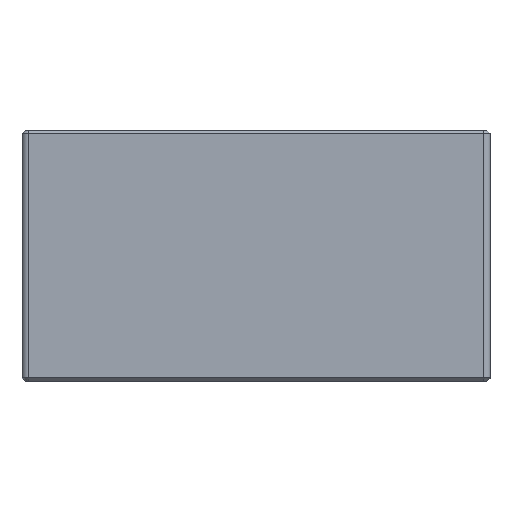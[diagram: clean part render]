
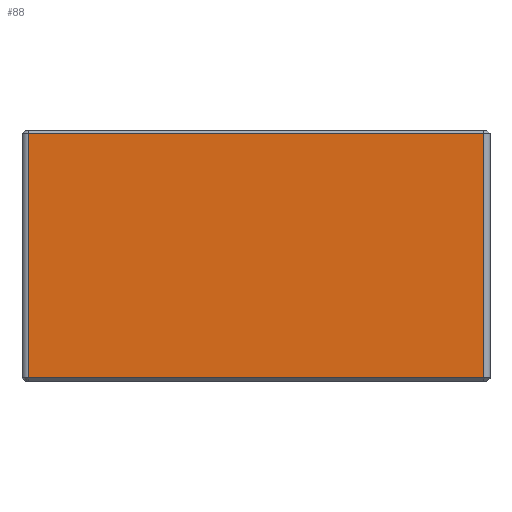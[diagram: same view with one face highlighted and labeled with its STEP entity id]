
A CAD part, top view. The second image highlights one B-rep face of the part: STEP entity #88.
In plain terms, the highlighted planar face has unit normal (0, 0, 1).
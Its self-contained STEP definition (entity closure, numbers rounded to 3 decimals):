
#88 = ADVANCED_FACE( '', ( #195 ), #196, .F. );
#195 = FACE_OUTER_BOUND( '', #318, .T. );
#196 = PLANE( '', #319 );
#318 = EDGE_LOOP( '', ( #507, #508, #509, #510 ) );
#319 = AXIS2_PLACEMENT_3D( '', #511, #512, #513 );
#507 = ORIENTED_EDGE( '', *, *, #737, .T. );
#508 = ORIENTED_EDGE( '', *, *, #778, .T. );
#509 = ORIENTED_EDGE( '', *, *, #779, .T. );
#510 = ORIENTED_EDGE( '', *, *, #726, .T. );
#511 = CARTESIAN_POINT( '', ( 14., -7.5, 1.75 ) );
#512 = DIRECTION( '', ( 0., 0., -1. ) );
#513 = DIRECTION( '', ( -1., 0., 0. ) );
#726 = EDGE_CURVE( '', #858, #855, #859, .T. );
#737 = EDGE_CURVE( '', #855, #876, #878, .T. );
#778 = EDGE_CURVE( '', #876, #902, #940, .T. );
#779 = EDGE_CURVE( '', #902, #858, #941, .F. );
#855 = VERTEX_POINT( '', #1031 );
#858 = VERTEX_POINT( '', #1035 );
#859 = LINE( '', #1036, #1037 );
#876 = VERTEX_POINT( '', #1061 );
#878 = LINE( '', #1063, #1064 );
#902 = VERTEX_POINT( '', #1096 );
#940 = LINE( '', #1143, #1144 );
#941 = LINE( '', #1145, #1146 );
#1031 = CARTESIAN_POINT( '', ( 13.625, -7.3, 1.75 ) );
#1035 = CARTESIAN_POINT( '', ( -13.625, -7.3, 1.75 ) );
#1036 = CARTESIAN_POINT( '', ( 13.625, -7.3, 1.75 ) );
#1037 = VECTOR( '', #1249, 1000. );
#1061 = CARTESIAN_POINT( '', ( 13.625, 7.3, 1.75 ) );
#1063 = CARTESIAN_POINT( '', ( 13.625, -7.5, 1.75 ) );
#1064 = VECTOR( '', #1260, 1000. );
#1096 = CARTESIAN_POINT( '', ( -13.625, 7.3, 1.75 ) );
#1143 = CARTESIAN_POINT( '', ( 14., 7.3, 1.75 ) );
#1144 = VECTOR( '', #1320, 1000. );
#1145 = CARTESIAN_POINT( '', ( -13.625, -7.5, 1.75 ) );
#1146 = VECTOR( '', #1321, 1000. );
#1249 = DIRECTION( '', ( 1., 0., 0. ) );
#1260 = DIRECTION( '', ( 0., 1., 0. ) );
#1320 = DIRECTION( '', ( -1., 0., 0. ) );
#1321 = DIRECTION( '', ( 0., 1., 0. ) );
